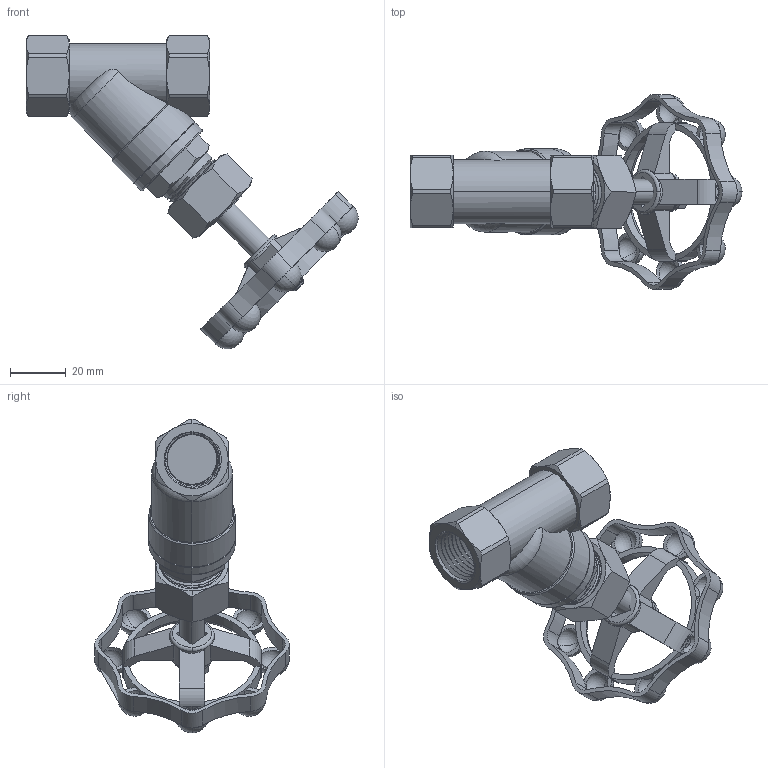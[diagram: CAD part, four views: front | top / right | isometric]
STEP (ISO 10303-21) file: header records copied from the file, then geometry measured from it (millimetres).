
FILE_DESCRIPTION (( 'STEP AP203' ), '1' );
FILE_NAME ('YGB-04.STEP', '2020-10-08T07:22:53', ( '' ), ( '' ), 'SwSTEP 2.0', 'SolidWorks 2020', '' );
FILE_SCHEMA (( 'CONFIG_CONTROL_DESIGN' ));
Length unit declared in the file: millimetre
Products named in the file (9): HW-02; M6Nut; GBC-06; GL-02; YGBS-04; YGB-04; WA-01; PCB-04; GN-02
Assembly tree (8 placements, depth 2):
  YGB-04
    PCB-04
    GBC-06
    YGBS-04
    GN-02
    GL-02
    HW-02
    WA-01
    M6Nut
Bounding box: 119.25 x 70 x 112.69 mm (x, y, z)
Volume: 76301.9 mm3; surface area: 41214.4 mm2
Topology: 8 solids, 9 shells, 606 faces, 1661 edges, 1042 vertices
Faces by surface type: cylinder 234, plane 181, cone 119, sphere 32, bspline 28, torus 12
Entity records: 36190 total; most frequent: CARTESIAN_POINT 21382, ORIENTED_EDGE 3194, DIRECTION 2707, EDGE_CURVE 1597, AXIS2_PLACEMENT_3D 1121, VERTEX_POINT 1010, EDGE_LOOP 645, FACE_OUTER_BOUND 606
